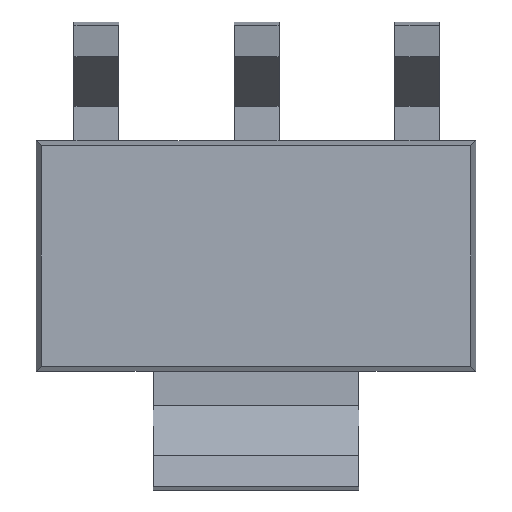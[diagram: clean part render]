
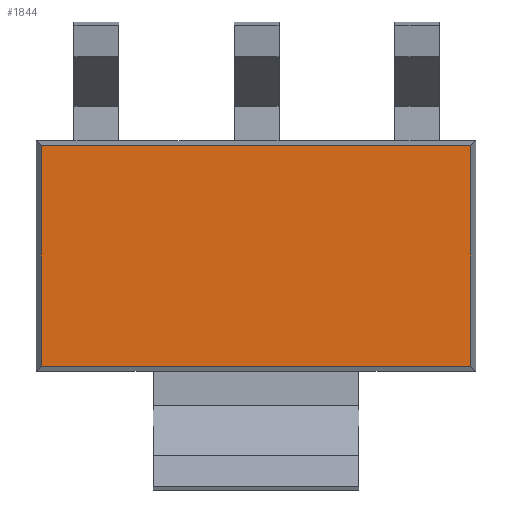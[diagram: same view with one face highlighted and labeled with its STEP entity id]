
A CAD part, front view. The second image highlights one B-rep face of the part: STEP entity #1844.
In plain terms, the highlighted planar face has unit normal (0, -1, 0).
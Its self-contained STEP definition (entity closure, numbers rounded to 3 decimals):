
#327 = VECTOR ( 'NONE', #1299, 1000. ) ;
#357 = CARTESIAN_POINT ( 'NONE',  ( -3.078, -0.58, -1.65 ) ) ;
#381 = VECTOR ( 'NONE', #1252, 1000. ) ;
#454 = CARTESIAN_POINT ( 'NONE',  ( 3.078, -0.58, 1.578 ) ) ;
#528 = LINE ( 'NONE', #1461, #381 ) ;
#539 = LINE ( 'NONE', #1256, #1607 ) ;
#690 = VERTEX_POINT ( 'NONE', #1510 ) ;
#756 = VERTEX_POINT ( 'NONE', #776 ) ;
#776 = CARTESIAN_POINT ( 'NONE',  ( -3.078, -0.58, -1.578 ) ) ;
#866 = LINE ( 'NONE', #2108, #327 ) ;
#897 = DIRECTION ( 'NONE',  ( 0., 0., 1. ) ) ;
#952 = LINE ( 'NONE', #357, #1686 ) ;
#982 = AXIS2_PLACEMENT_3D ( 'NONE', #2333, #1247, #2328 ) ;
#990 = VERTEX_POINT ( 'NONE', #1629 ) ;
#1247 = DIRECTION ( 'NONE',  ( 0., 1., 0. ) ) ;
#1252 = DIRECTION ( 'NONE',  ( 1., 0., 0. ) ) ;
#1256 = CARTESIAN_POINT ( 'NONE',  ( -3.15, -0.58, -1.578 ) ) ;
#1299 = DIRECTION ( 'NONE',  ( 0., 0., 1. ) ) ;
#1401 = EDGE_CURVE ( 'NONE', #756, #990, #539, .T. ) ;
#1450 = DIRECTION ( 'NONE',  ( 1., 0., 0. ) ) ;
#1461 = CARTESIAN_POINT ( 'NONE',  ( -3.15, -0.58, 1.578 ) ) ;
#1504 = EDGE_LOOP ( 'NONE', ( #1931, #2323, #1980, #2169 ) ) ;
#1510 = CARTESIAN_POINT ( 'NONE',  ( -3.078, -0.58, 1.578 ) ) ;
#1607 = VECTOR ( 'NONE', #1450, 1000. ) ;
#1629 = CARTESIAN_POINT ( 'NONE',  ( 3.078, -0.58, -1.578 ) ) ;
#1686 = VECTOR ( 'NONE', #897, 1000. ) ;
#1844 = ADVANCED_FACE ( 'NONE', ( #1977 ), #1947, .F. ) ;
#1928 = EDGE_CURVE ( 'NONE', #690, #2154, #528, .T. ) ;
#1931 = ORIENTED_EDGE ( 'NONE', *, *, #1979, .F. ) ;
#1947 = PLANE ( 'NONE',  #982 ) ;
#1977 = FACE_OUTER_BOUND ( 'NONE', #1504, .T. ) ;
#1979 = EDGE_CURVE ( 'NONE', #756, #690, #952, .T. ) ;
#1980 = ORIENTED_EDGE ( 'NONE', *, *, #2176, .T. ) ;
#2108 = CARTESIAN_POINT ( 'NONE',  ( 3.078, -0.58, -1.65 ) ) ;
#2154 = VERTEX_POINT ( 'NONE', #454 ) ;
#2169 = ORIENTED_EDGE ( 'NONE', *, *, #1928, .F. ) ;
#2176 = EDGE_CURVE ( 'NONE', #990, #2154, #866, .T. ) ;
#2323 = ORIENTED_EDGE ( 'NONE', *, *, #1401, .T. ) ;
#2328 = DIRECTION ( 'NONE',  ( 0., 0., 1. ) ) ;
#2333 = CARTESIAN_POINT ( 'NONE',  ( 0., -0.58, 0. ) ) ;
